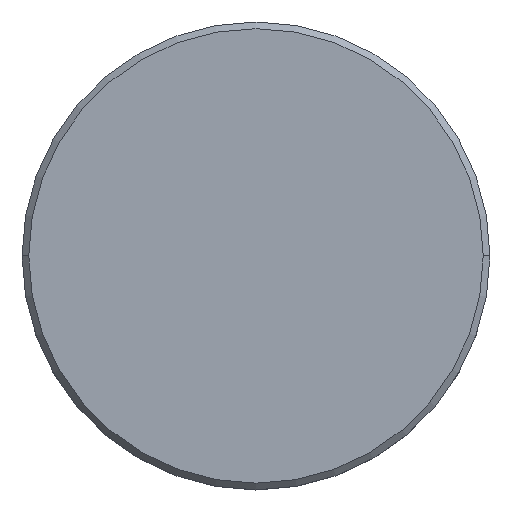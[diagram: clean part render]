
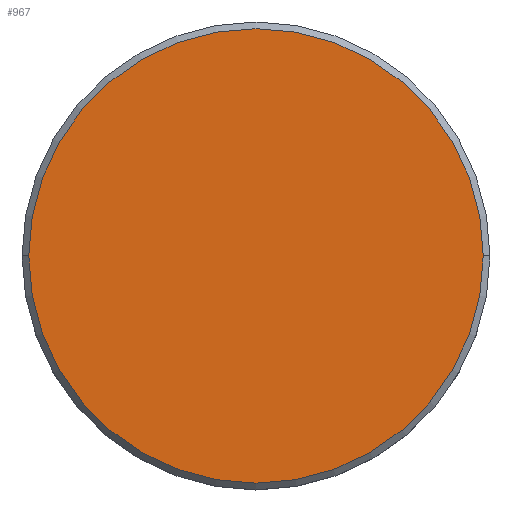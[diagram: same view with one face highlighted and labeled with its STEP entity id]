
A CAD part, top view. The second image highlights one B-rep face of the part: STEP entity #967.
In plain terms, the highlighted planar face has unit normal (0, 0, 1).
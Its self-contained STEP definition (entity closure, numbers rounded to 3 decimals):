
#67 = ORIENTED_EDGE ( 'NONE', *, *, #308, .T. ) ;
#128 = ORIENTED_EDGE ( 'NONE', *, *, #805, .T. ) ;
#153 = PLANE ( 'NONE',  #321 ) ;
#197 = CIRCLE ( 'NONE', #589, 17. ) ;
#308 = EDGE_CURVE ( 'NONE', #969, #1164, #197, .T. ) ;
#321 = AXIS2_PLACEMENT_3D ( 'NONE', #864, #867, #769 ) ;
#383 = DIRECTION ( 'NONE',  ( 1., 0., 0. ) ) ;
#486 = DIRECTION ( 'NONE',  ( 1., 0., 0. ) ) ;
#501 = CARTESIAN_POINT ( 'NONE',  ( -17., 0., 0. ) ) ;
#510 = FACE_OUTER_BOUND ( 'NONE', #853, .T. ) ;
#589 = AXIS2_PLACEMENT_3D ( 'NONE', #828, #926, #383 ) ;
#652 = AXIS2_PLACEMENT_3D ( 'NONE', #1104, #755, #486 ) ;
#755 = DIRECTION ( 'NONE',  ( 0., 0., 1. ) ) ;
#769 = DIRECTION ( 'NONE',  ( 1., 0., 0. ) ) ;
#805 = EDGE_CURVE ( 'NONE', #1164, #969, #1010, .T. ) ;
#828 = CARTESIAN_POINT ( 'NONE',  ( 0., 0., 0. ) ) ;
#853 = EDGE_LOOP ( 'NONE', ( #67, #128 ) ) ;
#864 = CARTESIAN_POINT ( 'NONE',  ( 0., 0., 0. ) ) ;
#867 = DIRECTION ( 'NONE',  ( 0., 0., 1. ) ) ;
#926 = DIRECTION ( 'NONE',  ( 0., 0., 1. ) ) ;
#967 = ADVANCED_FACE ( 'NONE', ( #510 ), #153, .T. ) ;
#969 = VERTEX_POINT ( 'NONE', #501 ) ;
#1010 = CIRCLE ( 'NONE', #652, 17. ) ;
#1015 = CARTESIAN_POINT ( 'NONE',  ( 17., 0., 0. ) ) ;
#1104 = CARTESIAN_POINT ( 'NONE',  ( 0., 0., 0. ) ) ;
#1164 = VERTEX_POINT ( 'NONE', #1015 ) ;
